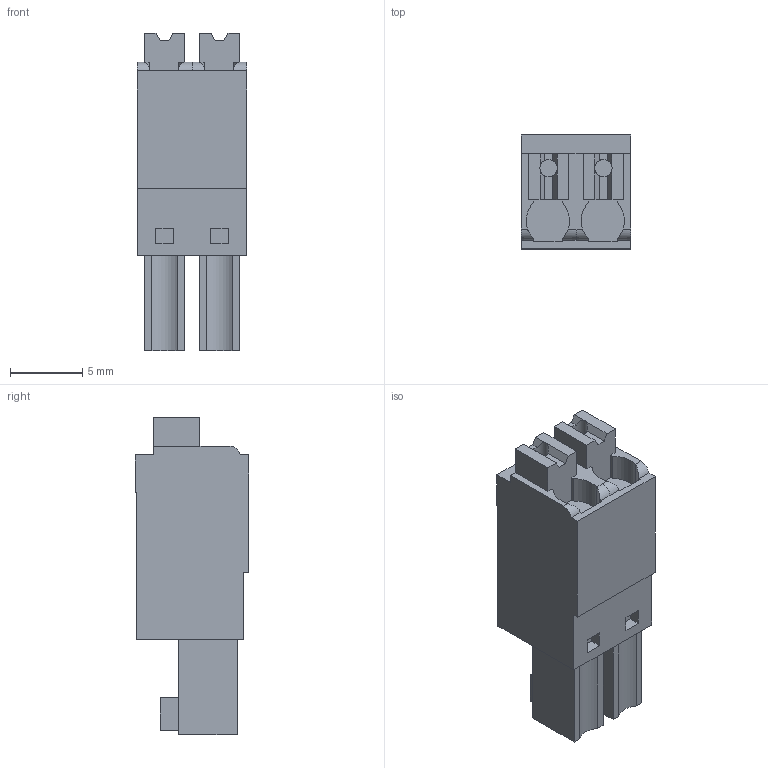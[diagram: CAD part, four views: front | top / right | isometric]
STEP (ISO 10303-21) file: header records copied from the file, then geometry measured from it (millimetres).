
FILE_DESCRIPTION(('CATIA V5 STEP Exchange','CAx-IF Rec.Pracs.--- Model Styling and Organization---1.2---2011-12-15'),'2;1');
FILE_NAME ('D1460640_0', '2017-07-25T13:01:20+00:00', ('none'), ('Weidmueller'), 'CATIA Version 5-6 Release 2014', 'CATIA V5 STEP AP214', 'none');
FILE_SCHEMA(('AUTOMOTIVE_DESIGN { 1 0 10303 214 1 1 1 1 }'));
Length unit declared in the file: millimetre
Products named in the file (1): 1969890000
Bounding box: 7.62 x 7.9 x 22 mm (x, y, z)
Volume: 916.3 mm3; surface area: 962.6 mm2
Topology: 3 solids, 3 shells, 133 faces, 351 edges, 232 vertices
Faces by surface type: plane 109, cylinder 24
Entity records: 4074 total; most frequent: CARTESIAN_POINT 752, ORIENTED_EDGE 702, DIRECTION 541, EDGE_CURVE 351, VECTOR 288, LINE 288, VERTEX_POINT 232, AXIS2_PLACEMENT_3D 152
